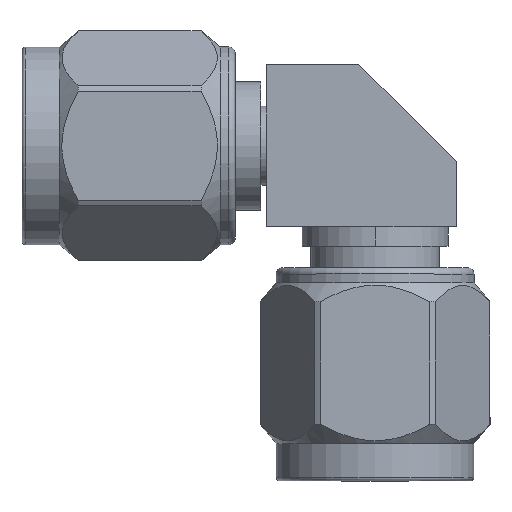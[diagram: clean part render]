
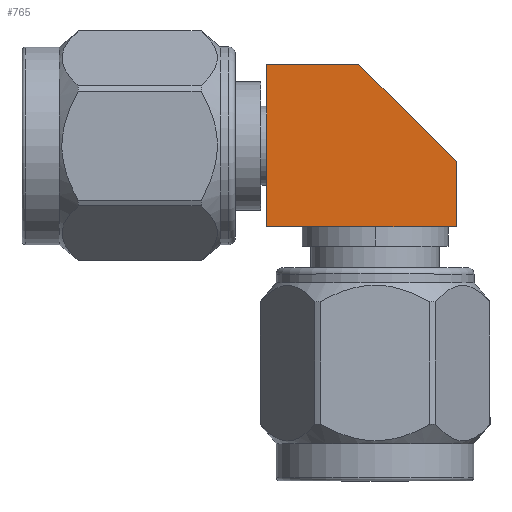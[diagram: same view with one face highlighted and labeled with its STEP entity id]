
A CAD part, top view. The second image highlights one B-rep face of the part: STEP entity #765.
In plain terms, the highlighted planar face has unit normal (0, 0, 1).
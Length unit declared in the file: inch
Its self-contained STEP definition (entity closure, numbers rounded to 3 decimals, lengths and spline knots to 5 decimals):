
#233 = VECTOR ( 'NONE', #5617, 39.37008 ) ;
#297 = FACE_OUTER_BOUND ( 'NONE', #3084, .T. ) ;
#358 = CARTESIAN_POINT ( 'NONE',  ( -0.16737, -0.125, 0.125 ) ) ;
#365 = EDGE_CURVE ( 'NONE', #610, #2517, #464, .T. ) ;
#391 = CARTESIAN_POINT ( 'NONE',  ( -0.16737, -0.125, 0.125 ) ) ;
#464 = LINE ( 'NONE', #3625, #6173 ) ;
#526 = CARTESIAN_POINT ( 'NONE',  ( -0.16737, 0.125, 0.125 ) ) ;
#610 = VERTEX_POINT ( 'NONE', #391 ) ;
#759 = ORIENTED_EDGE ( 'NONE', *, *, #2197, .T. ) ;
#765 = ADVANCED_FACE ( 'NONE', ( #297 ), #4391, .F. ) ;
#798 = LINE ( 'NONE', #2747, #1930 ) ;
#863 = DIRECTION ( 'NONE',  ( 0., 1., 0. ) ) ;
#1020 = EDGE_CURVE ( 'NONE', #610, #3179, #1076, .T. ) ;
#1076 = LINE ( 'NONE', #358, #5660 ) ;
#1157 = EDGE_CURVE ( 'NONE', #3016, #1787, #4791, .T. ) ;
#1230 = CARTESIAN_POINT ( 'NONE',  ( 0.125, -0.125, 0.125 ) ) ;
#1235 = CARTESIAN_POINT ( 'NONE',  ( 0., 0., 0.125 ) ) ;
#1787 = VERTEX_POINT ( 'NONE', #2050 ) ;
#1802 = DIRECTION ( 'NONE',  ( -1., 0., 0. ) ) ;
#1930 = VECTOR ( 'NONE', #3764, 39.37008 ) ;
#2050 = CARTESIAN_POINT ( 'NONE',  ( -0.025, 0.125, 0.125 ) ) ;
#2197 = EDGE_CURVE ( 'NONE', #1787, #3179, #6089, .T. ) ;
#2517 = VERTEX_POINT ( 'NONE', #1230 ) ;
#2747 = CARTESIAN_POINT ( 'NONE',  ( 0.125, -0.125, 0.125 ) ) ;
#2778 = EDGE_CURVE ( 'NONE', #2517, #3016, #798, .T. ) ;
#3016 = VERTEX_POINT ( 'NONE', #3875 ) ;
#3084 = EDGE_LOOP ( 'NONE', ( #5490, #6642, #759, #3181, #5378 ) ) ;
#3179 = VERTEX_POINT ( 'NONE', #526 ) ;
#3181 = ORIENTED_EDGE ( 'NONE', *, *, #1020, .F. ) ;
#3625 = CARTESIAN_POINT ( 'NONE',  ( -0.125, -0.125, 0.125 ) ) ;
#3764 = DIRECTION ( 'NONE',  ( 0., 1., 0. ) ) ;
#3809 = AXIS2_PLACEMENT_3D ( 'NONE', #1235, #6395, #1802 ) ;
#3875 = CARTESIAN_POINT ( 'NONE',  ( 0.125, -0.025, 0.125 ) ) ;
#4391 = PLANE ( 'NONE',  #3809 ) ;
#4579 = CARTESIAN_POINT ( 'NONE',  ( -0.125, 0.125, 0.125 ) ) ;
#4730 = DIRECTION ( 'NONE',  ( 1., 0., 0. ) ) ;
#4779 = CARTESIAN_POINT ( 'NONE',  ( -0.025, 0.125, 0.125 ) ) ;
#4791 = LINE ( 'NONE', #4779, #6568 ) ;
#4867 = DIRECTION ( 'NONE',  ( -0.707, 0.707, 0. ) ) ;
#5378 = ORIENTED_EDGE ( 'NONE', *, *, #365, .T. ) ;
#5490 = ORIENTED_EDGE ( 'NONE', *, *, #2778, .T. ) ;
#5617 = DIRECTION ( 'NONE',  ( -1., 0., 0. ) ) ;
#5660 = VECTOR ( 'NONE', #863, 39.37008 ) ;
#6089 = LINE ( 'NONE', #4579, #233 ) ;
#6173 = VECTOR ( 'NONE', #4730, 39.37008 ) ;
#6395 = DIRECTION ( 'NONE',  ( 0., 0., -1. ) ) ;
#6568 = VECTOR ( 'NONE', #4867, 39.37008 ) ;
#6642 = ORIENTED_EDGE ( 'NONE', *, *, #1157, .T. ) ;
